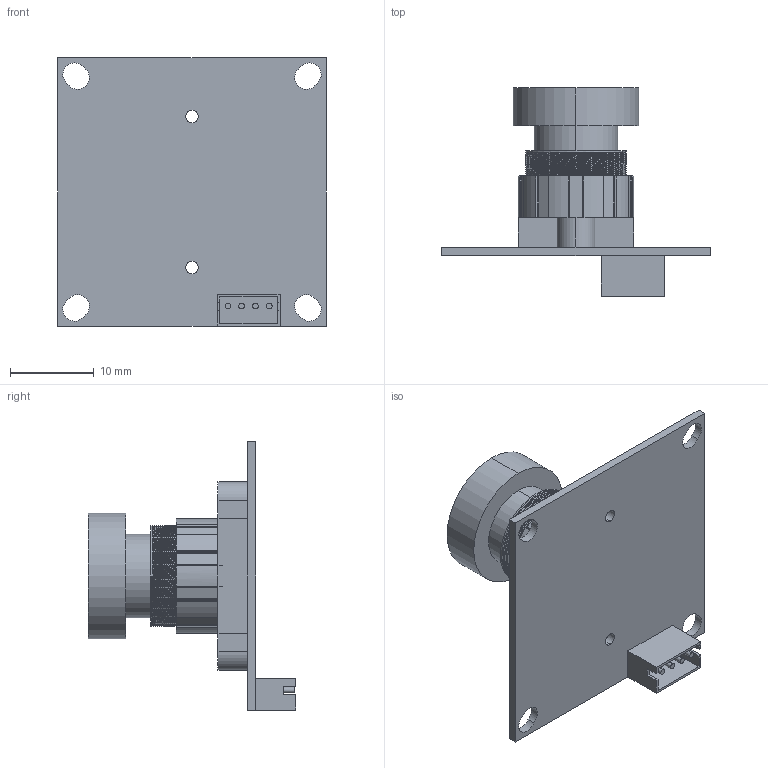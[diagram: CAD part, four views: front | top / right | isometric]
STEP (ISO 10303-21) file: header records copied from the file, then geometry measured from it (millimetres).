
FILE_DESCRIPTION (( 'STEP AP214' ), '1' );
FILE_NAME ('UB0233.STEP', '2022-09-14T01:41:56', ( '' ), ( '' ), 'SwSTEP 2.0', 'SolidWorks 2021', '' );
FILE_SCHEMA (( 'AUTOMOTIVE_DESIGN' ));
Length unit declared in the file: millimetre
Products named in the file (1): UB0233
Bounding box: 32 x 24.8 x 32 mm (x, y, z)
Volume: 3883.6 mm3; surface area: 3886.3 mm2
Topology: 3 solids, 3 shells, 222 faces, 597 edges, 390 vertices
Faces by surface type: cylinder 131, plane 88, bspline 3
Entity records: 8521 total; most frequent: CARTESIAN_POINT 2836, DIRECTION 1202, ORIENTED_EDGE 1194, EDGE_CURVE 597, AXIS2_PLACEMENT_3D 438, VERTEX_POINT 390, LINE 326, VECTOR 326
